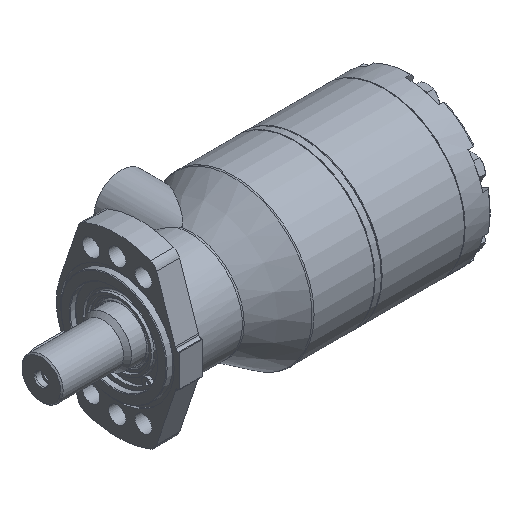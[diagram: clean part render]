
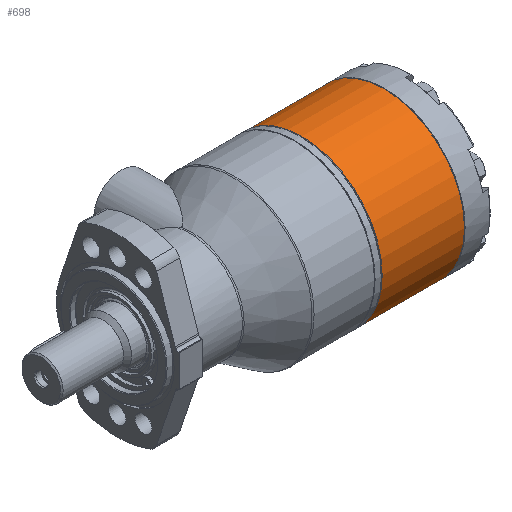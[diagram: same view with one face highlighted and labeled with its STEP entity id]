
A CAD part, isometric view. The second image highlights one B-rep face of the part: STEP entity #698.
In plain terms, the highlighted cylindrical face has radius 62.5 mm (diameter 125 mm), a full revolution.
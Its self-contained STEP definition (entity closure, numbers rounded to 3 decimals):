
#698 = ADVANCED_FACE( '', ( #1441, #1442 ), #1443, .T. );
#1441 = FACE_OUTER_BOUND( '', #2218, .T. );
#1442 = FACE_OUTER_BOUND( '', #2219, .T. );
#1443 = CYLINDRICAL_SURFACE( '', #2220, 62.5 );
#2218 = EDGE_LOOP( '', ( #3598 ) );
#2219 = EDGE_LOOP( '', ( #3599 ) );
#2220 = AXIS2_PLACEMENT_3D( '', #3600, #3601, #3602 );
#3598 = ORIENTED_EDGE( '', *, *, #4497, .F. );
#3599 = ORIENTED_EDGE( '', *, *, #4564, .T. );
#3600 = CARTESIAN_POINT( '', ( 65., 0., 0. ) );
#3601 = DIRECTION( '', ( -1., 0., 0. ) );
#3602 = DIRECTION( '', ( 0., 0., -1. ) );
#4497 = EDGE_CURVE( '', #5370, #5370, #5371, .T. );
#4564 = EDGE_CURVE( '', #5455, #5455, #5456, .T. );
#5370 = VERTEX_POINT( '', #6637 );
#5371 = CIRCLE( '', #6638, 62.5 );
#5455 = VERTEX_POINT( '', #6762 );
#5456 = CIRCLE( '', #6763, 62.5 );
#6637 = CARTESIAN_POINT( '', ( 64.5, 0., -62.5 ) );
#6638 = AXIS2_PLACEMENT_3D( '', #7598, #7599, #7600 );
#6762 = CARTESIAN_POINT( '', ( 0.5, 0., -62.5 ) );
#6763 = AXIS2_PLACEMENT_3D( '', #7659, #7660, #7661 );
#7598 = CARTESIAN_POINT( '', ( 64.5, 0., 0. ) );
#7599 = DIRECTION( '', ( 1., 0., 0. ) );
#7600 = DIRECTION( '', ( 0., 0., -1. ) );
#7659 = CARTESIAN_POINT( '', ( 0.5, 0., 0. ) );
#7660 = DIRECTION( '', ( 1., 0., 0. ) );
#7661 = DIRECTION( '', ( 0., 0., -1. ) );
